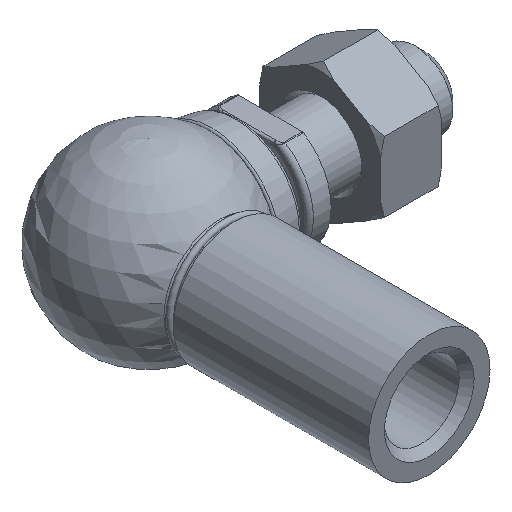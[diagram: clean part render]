
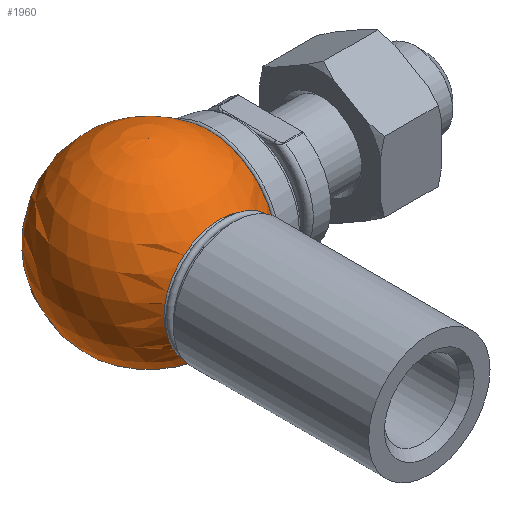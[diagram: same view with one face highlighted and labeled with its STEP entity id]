
A CAD part, isometric view. The second image highlights one B-rep face of the part: STEP entity #1960.
In plain terms, the highlighted spherical face has radius 9.65 mm.
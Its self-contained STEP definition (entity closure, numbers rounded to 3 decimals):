
#10 = CARTESIAN_POINT ( 'NONE',  ( 5.518, -4.48, -6.527 ) ) ;
#18 = CARTESIAN_POINT ( 'NONE',  ( 5.296, 4.466, -6.719 ) ) ;
#106 = FACE_BOUND ( 'NONE', #1608, .T. ) ;
#164 = CARTESIAN_POINT ( 'NONE',  ( 4.848, -5.401, -6.36 ) ) ;
#219 = CARTESIAN_POINT ( 'NONE',  ( 4.854, 5.465, -6.301 ) ) ;
#252 = CARTESIAN_POINT ( 'NONE',  ( 4.977, -5.571, -6.109 ) ) ;
#262 = CARTESIAN_POINT ( 'NONE',  ( 5.382, 5.23, -6.068 ) ) ;
#279 = CARTESIAN_POINT ( 'NONE',  ( 4.978, 4.903, -6.658 ) ) ;
#328 = VERTEX_POINT ( 'NONE', #828 ) ;
#383 = CARTESIAN_POINT ( 'NONE',  ( 6.5, -7.132, 0. ) ) ;
#394 = CARTESIAN_POINT ( 'NONE',  ( 0., -7.579, 0. ) ) ;
#425 = DIRECTION ( 'NONE',  ( 0., -1., 0. ) ) ;
#453 = CARTESIAN_POINT ( 'NONE',  ( 5.525, 4.88, -6.229 ) ) ;
#483 = CARTESIAN_POINT ( 'NONE',  ( 5.038, 4.784, -6.699 ) ) ;
#505 = CARTESIAN_POINT ( 'NONE',  ( 6.5, 0., 0. ) ) ;
#553 = FACE_BOUND ( 'NONE', #2384, .T. ) ;
#558 = EDGE_CURVE ( 'NONE', #328, #328, #1142, .T. ) ;
#581 = EDGE_CURVE ( 'NONE', #1257, #1257, #1789, .T. ) ;
#610 = EDGE_LOOP ( 'NONE', ( #2887 ) ) ;
#658 = CARTESIAN_POINT ( 'NONE',  ( 5.393, -4.418, -6.672 ) ) ;
#668 = CARTESIAN_POINT ( 'NONE',  ( 5.197, 4.561, -6.732 ) ) ;
#673 = CARTESIAN_POINT ( 'NONE',  ( 5.279, -4.483, -6.72 ) ) ;
#690 = B_SPLINE_CURVE_WITH_KNOTS ( 'NONE', 3,
 ( #2466, #1133, #1375, #2482, #164, #878, #2742, #2693, #2704, #2017, #1331, #2940, #1809, #673, #1346, #1602, #658, #2971, #908, #2511, #10, #939, #1883, #716, #1626, #1421, #1851, #2540, #2555, #2769, #1392, #252 ),
 .UNSPECIFIED., .T., .F.,
 ( 4, 2, 2, 2, 2, 2, 2, 2, 2, 2, 2, 2, 2, 2, 2, 4 ),
 ( 0., 0., 0., 0.001, 0.001, 0.001, 0.001, 0.002, 0.002, 0.002, 0.002, 0.002, 0.002, 0.003, 0.003, 0.003 ),
 .UNSPECIFIED. ) ;
#697 = CARTESIAN_POINT ( 'NONE',  ( 4.895, 5.546, -6.197 ) ) ;
#716 = CARTESIAN_POINT ( 'NONE',  ( 5.548, -4.772, -6.291 ) ) ;
#719 = CIRCLE ( 'NONE', #1070, 7.132 ) ;
#726 = CARTESIAN_POINT ( 'NONE',  ( 5.154, 4.616, -6.727 ) ) ;
#828 = CARTESIAN_POINT ( 'NONE',  ( 5.973, -7.579, 0. ) ) ;
#878 = CARTESIAN_POINT ( 'NONE',  ( 4.854, -5.295, -6.445 ) ) ;
#908 = CARTESIAN_POINT ( 'NONE',  ( 5.47, -4.427, -6.603 ) ) ;
#919 = CARTESIAN_POINT ( 'NONE',  ( 5.467, 4.413, -6.615 ) ) ;
#939 = CARTESIAN_POINT ( 'NONE',  ( 5.545, -4.55, -6.455 ) ) ;
#987 = CARTESIAN_POINT ( 'NONE',  ( 0., 0., 0. ) ) ;
#1013 = DIRECTION ( 'NONE',  ( 0., -1., 0. ) ) ;
#1070 = AXIS2_PLACEMENT_3D ( 'NONE', #505, #2831, #1013 ) ;
#1133 = CARTESIAN_POINT ( 'NONE',  ( 4.923, -5.57, -6.153 ) ) ;
#1135 = ORIENTED_EDGE ( 'NONE', *, *, #2691, .F. ) ;
#1142 = CIRCLE ( 'NONE', #1288, 5.973 ) ;
#1170 = CARTESIAN_POINT ( 'NONE',  ( 5.215, 5.444, -6.024 ) ) ;
#1209 = FACE_BOUND ( 'NONE', #1354, .T. ) ;
#1257 = VERTEX_POINT ( 'NONE', #2424 ) ;
#1288 = AXIS2_PLACEMENT_3D ( 'NONE', #394, #425, #2261 ) ;
#1331 = CARTESIAN_POINT ( 'NONE',  ( 5.044, -4.773, -6.702 ) ) ;
#1346 = CARTESIAN_POINT ( 'NONE',  ( 5.306, -4.461, -6.713 ) ) ;
#1354 = EDGE_LOOP ( 'NONE', ( #1975 ) ) ;
#1375 = CARTESIAN_POINT ( 'NONE',  ( 4.888, -5.537, -6.21 ) ) ;
#1392 = CARTESIAN_POINT ( 'NONE',  ( 5.03, -5.572, -6.064 ) ) ;
#1400 = CARTESIAN_POINT ( 'NONE',  ( 5.55, 4.762, -6.298 ) ) ;
#1416 = CARTESIAN_POINT ( 'NONE',  ( 5.504, 4.45, -6.56 ) ) ;
#1421 = CARTESIAN_POINT ( 'NONE',  ( 5.436, -5.125, -6.11 ) ) ;
#1469 = FACE_OUTER_BOUND ( 'NONE', #610, .T. ) ;
#1486 = DIRECTION ( 'NONE',  ( 0., 0., 1. ) ) ;
#1507 = EDGE_CURVE ( 'NONE', #2001, #2001, #719, .T. ) ;
#1521 = ORIENTED_EDGE ( 'NONE', *, *, #581, .F. ) ;
#1599 = CARTESIAN_POINT ( 'NONE',  ( 5.355, 4.423, -6.7 ) ) ;
#1602 = CARTESIAN_POINT ( 'NONE',  ( 5.363, -4.429, -6.69 ) ) ;
#1608 = EDGE_LOOP ( 'NONE', ( #1135 ) ) ;
#1621 = CARTESIAN_POINT ( 'NONE',  ( 5.261, 5.392, -6.031 ) ) ;
#1626 = CARTESIAN_POINT ( 'NONE',  ( 5.522, -4.891, -6.223 ) ) ;
#1655 = CARTESIAN_POINT ( 'NONE',  ( 5.411, 4.418, -6.658 ) ) ;
#1789 = B_SPLINE_CURVE_WITH_KNOTS ( 'NONE', 3,
 ( #2341, #1599, #18, #668, #726, #483, #279, #2982, #2099, #1846, #219, #697, #1821, #2323, #2522, #1170, #1621, #262, #2535, #453, #1400, #2566, #1861, #1416, #919, #1655 ),
 .UNSPECIFIED., .T., .F.,
 ( 4, 2, 2, 2, 2, 2, 2, 2, 2, 2, 2, 2, 4 ),
 ( 0., 0., 0., 0.001, 0.001, 0.001, 0.002, 0.002, 0.002, 0.002, 0.003, 0.003, 0.003 ),
 .UNSPECIFIED. ) ;
#1809 = CARTESIAN_POINT ( 'NONE',  ( 5.204, -4.553, -6.732 ) ) ;
#1821 = CARTESIAN_POINT ( 'NONE',  ( 4.934, 5.575, -6.14 ) ) ;
#1846 = CARTESIAN_POINT ( 'NONE',  ( 4.849, 5.414, -6.349 ) ) ;
#1851 = CARTESIAN_POINT ( 'NONE',  ( 5.375, -5.243, -6.063 ) ) ;
#1861 = CARTESIAN_POINT ( 'NONE',  ( 5.543, 4.541, -6.464 ) ) ;
#1868 = DIRECTION ( 'NONE',  ( 1., 0., 0. ) ) ;
#1883 = CARTESIAN_POINT ( 'NONE',  ( 5.551, -4.605, -6.412 ) ) ;
#1960 = ADVANCED_FACE ( 'NONE', ( #106, #553, #1209, #1469 ), #2377, .T. ) ;
#1975 = ORIENTED_EDGE ( 'NONE', *, *, #1507, .F. ) ;
#2001 = VERTEX_POINT ( 'NONE', #383 ) ;
#2017 = CARTESIAN_POINT ( 'NONE',  ( 4.983, -4.891, -6.662 ) ) ;
#2099 = CARTESIAN_POINT ( 'NONE',  ( 4.854, 5.253, -6.48 ) ) ;
#2261 = DIRECTION ( 'NONE',  ( 1., 0., 0. ) ) ;
#2323 = CARTESIAN_POINT ( 'NONE',  ( 5.046, 5.567, -6.056 ) ) ;
#2341 = CARTESIAN_POINT ( 'NONE',  ( 5.411, 4.418, -6.658 ) ) ;
#2377 = SPHERICAL_SURFACE ( 'NONE', #2633, 9.65 ) ;
#2384 = EDGE_LOOP ( 'NONE', ( #1521 ) ) ;
#2418 = VERTEX_POINT ( 'NONE', #2830 ) ;
#2424 = CARTESIAN_POINT ( 'NONE',  ( 5.411, 4.418, -6.658 ) ) ;
#2466 = CARTESIAN_POINT ( 'NONE',  ( 4.977, -5.571, -6.109 ) ) ;
#2482 = CARTESIAN_POINT ( 'NONE',  ( 4.852, -5.453, -6.313 ) ) ;
#2511 = CARTESIAN_POINT ( 'NONE',  ( 5.505, -4.459, -6.552 ) ) ;
#2522 = CARTESIAN_POINT ( 'NONE',  ( 5.109, 5.531, -6.036 ) ) ;
#2535 = CARTESIAN_POINT ( 'NONE',  ( 5.441, 5.113, -6.115 ) ) ;
#2540 = CARTESIAN_POINT ( 'NONE',  ( 5.25, -5.405, -6.029 ) ) ;
#2555 = CARTESIAN_POINT ( 'NONE',  ( 5.203, -5.456, -6.024 ) ) ;
#2566 = CARTESIAN_POINT ( 'NONE',  ( 5.55, 4.595, -6.42 ) ) ;
#2633 = AXIS2_PLACEMENT_3D ( 'NONE', #987, #1486, #1868 ) ;
#2691 = EDGE_CURVE ( 'NONE', #2418, #2418, #690, .T. ) ;
#2693 = CARTESIAN_POINT ( 'NONE',  ( 4.894, -5.124, -6.552 ) ) ;
#2704 = CARTESIAN_POINT ( 'NONE',  ( 4.913, -5.066, -6.582 ) ) ;
#2742 = CARTESIAN_POINT ( 'NONE',  ( 4.864, -5.238, -6.483 ) ) ;
#2769 = CARTESIAN_POINT ( 'NONE',  ( 5.094, -5.54, -6.04 ) ) ;
#2830 = CARTESIAN_POINT ( 'NONE',  ( 4.977, -5.571, -6.109 ) ) ;
#2831 = DIRECTION ( 'NONE',  ( 1., 0., 0. ) ) ;
#2887 = ORIENTED_EDGE ( 'NONE', *, *, #558, .F. ) ;
#2940 = CARTESIAN_POINT ( 'NONE',  ( 5.16, -4.607, -6.728 ) ) ;
#2971 = CARTESIAN_POINT ( 'NONE',  ( 5.447, -4.418, -6.629 ) ) ;
#2982 = CARTESIAN_POINT ( 'NONE',  ( 4.886, 5.135, -6.549 ) ) ;
